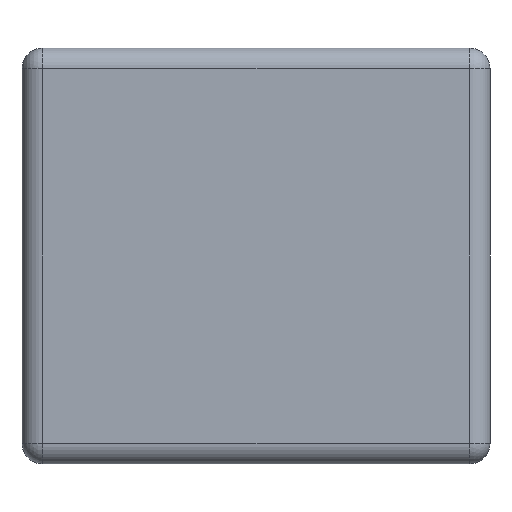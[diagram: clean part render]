
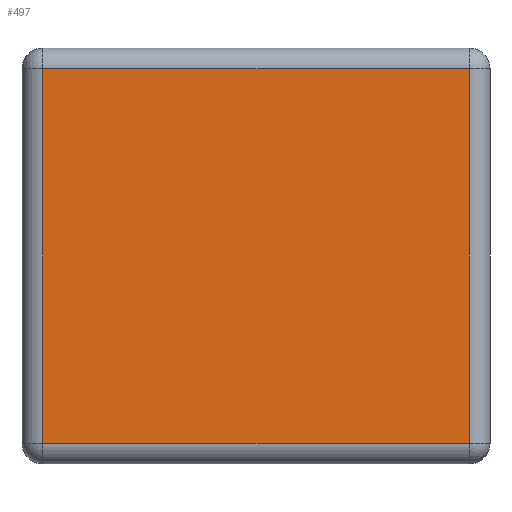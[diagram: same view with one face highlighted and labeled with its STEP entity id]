
A CAD part, left-side view. The second image highlights one B-rep face of the part: STEP entity #497.
In plain terms, the highlighted planar face has unit normal (-1, 0, 0).
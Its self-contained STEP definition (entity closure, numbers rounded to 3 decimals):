
#57 = VERTEX_POINT ( 'NONE', #2051 ) ;
#105 = DIRECTION ( 'NONE',  ( 0., 1., 0. ) ) ;
#184 = ORIENTED_EDGE ( 'NONE', *, *, #1748, .T. ) ;
#243 = ORIENTED_EDGE ( 'NONE', *, *, #1789, .T. ) ;
#252 = CARTESIAN_POINT ( 'NONE',  ( -0.8, 0.86, -0.36 ) ) ;
#279 = CARTESIAN_POINT ( 'NONE',  ( -0.8, 0.86, -0.4 ) ) ;
#347 = VERTEX_POINT ( 'NONE', #482 ) ;
#355 = VECTOR ( 'NONE', #1347, 1000. ) ;
#462 = VERTEX_POINT ( 'NONE', #1815 ) ;
#481 = EDGE_LOOP ( 'NONE', ( #1063, #184, #2057, #243 ) ) ;
#482 = CARTESIAN_POINT ( 'NONE',  ( -0.8, 0.04, -0.36 ) ) ;
#497 = ADVANCED_FACE ( 'NONE', ( #962 ), #1600, .F. ) ;
#563 = CARTESIAN_POINT ( 'NONE',  ( -0.8, 0.9, -0.36 ) ) ;
#669 = DIRECTION ( 'NONE',  ( 1., 0., 0. ) ) ;
#676 = DIRECTION ( 'NONE',  ( 0., 0., -1. ) ) ;
#707 = AXIS2_PLACEMENT_3D ( 'NONE', #969, #669, #676 ) ;
#884 = DIRECTION ( 'NONE',  ( 0., -1., 0. ) ) ;
#952 = VECTOR ( 'NONE', #1620, 1000. ) ;
#962 = FACE_OUTER_BOUND ( 'NONE', #481, .T. ) ;
#969 = CARTESIAN_POINT ( 'NONE',  ( -0.8, 0.9, -0.4 ) ) ;
#1020 = VECTOR ( 'NONE', #105, 1000. ) ;
#1041 = LINE ( 'NONE', #1506, #1020 ) ;
#1063 = ORIENTED_EDGE ( 'NONE', *, *, #1404, .T. ) ;
#1127 = CARTESIAN_POINT ( 'NONE',  ( -0.8, 0.04, -0.4 ) ) ;
#1168 = LINE ( 'NONE', #1127, #952 ) ;
#1347 = DIRECTION ( 'NONE',  ( 0., 0., -1. ) ) ;
#1356 = LINE ( 'NONE', #563, #1673 ) ;
#1404 = EDGE_CURVE ( 'NONE', #57, #2003, #2050, .T. ) ;
#1506 = CARTESIAN_POINT ( 'NONE',  ( -0.8, 0.9, 0.36 ) ) ;
#1600 = PLANE ( 'NONE',  #707 ) ;
#1620 = DIRECTION ( 'NONE',  ( 0., 0., 1. ) ) ;
#1630 = EDGE_CURVE ( 'NONE', #347, #462, #1168, .T. ) ;
#1673 = VECTOR ( 'NONE', #884, 1000. ) ;
#1748 = EDGE_CURVE ( 'NONE', #2003, #347, #1356, .T. ) ;
#1789 = EDGE_CURVE ( 'NONE', #462, #57, #1041, .T. ) ;
#1815 = CARTESIAN_POINT ( 'NONE',  ( -0.8, 0.04, 0.36 ) ) ;
#2003 = VERTEX_POINT ( 'NONE', #252 ) ;
#2050 = LINE ( 'NONE', #279, #355 ) ;
#2051 = CARTESIAN_POINT ( 'NONE',  ( -0.8, 0.86, 0.36 ) ) ;
#2057 = ORIENTED_EDGE ( 'NONE', *, *, #1630, .T. ) ;
